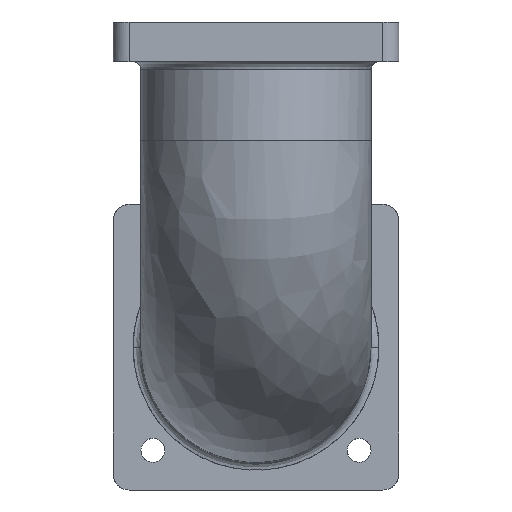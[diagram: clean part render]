
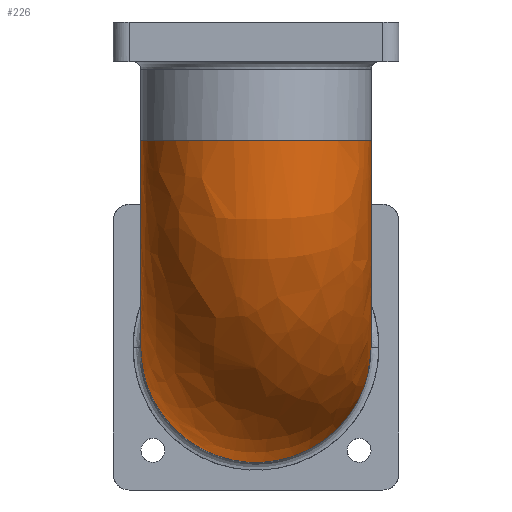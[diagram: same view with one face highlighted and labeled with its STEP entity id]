
A CAD part, front view. The second image highlights one B-rep face of the part: STEP entity #226.
In plain terms, the highlighted free-form (B-spline) face has degree [2, 2] with [3, 5] control points.
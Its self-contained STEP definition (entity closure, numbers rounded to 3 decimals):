
#226 = ADVANCED_FACE('',(#227),#265,.T.);
#227 = FACE_BOUND('',#228,.T.);
#228 = EDGE_LOOP('',(#229,#241,#249,#259));
#229 = ORIENTED_EDGE('',*,*,#230,.T.);
#230 = EDGE_CURVE('',#231,#233,#235,.T.);
#231 = VERTEX_POINT('',#232);
#232 = CARTESIAN_POINT('',(161.416,289.435,0.));
#233 = VERTEX_POINT('',#234);
#234 = CARTESIAN_POINT('',(-161.416,289.435,
    0.));
#235 = ( BOUNDED_CURVE() B_SPLINE_CURVE(2,(#236,#237,#238,#239,#240),
.UNSPECIFIED.,.F.,.F.) B_SPLINE_CURVE_WITH_KNOTS((3,2,3),(0.,
1.571,3.142),.PIECEWISE_BEZIER_KNOTS.) CURVE() 
GEOMETRIC_REPRESENTATION_ITEM() RATIONAL_B_SPLINE_CURVE((1.,
0.707,1.,0.707,1.)) REPRESENTATION_ITEM('') );
#236 = CARTESIAN_POINT('',(161.416,289.435,0.));
#237 = CARTESIAN_POINT('',(161.416,289.435,
    -161.416));
#238 = CARTESIAN_POINT('',(0.,289.435,
    -161.416));
#239 = CARTESIAN_POINT('',(-161.416,289.435,
    -161.416));
#240 = CARTESIAN_POINT('',(-161.416,289.435,
    0.));
#241 = ORIENTED_EDGE('',*,*,#242,.T.);
#242 = EDGE_CURVE('',#233,#243,#245,.T.);
#243 = VERTEX_POINT('',#244);
#244 = CARTESIAN_POINT('',(-161.416,0.,289.435));
#245 = ( BOUNDED_CURVE() B_SPLINE_CURVE(2,(#246,#247,#248),
.UNSPECIFIED.,.F.,.F.) B_SPLINE_CURVE_WITH_KNOTS((3,3),(0.,
1.571),.PIECEWISE_BEZIER_KNOTS.) CURVE() 
GEOMETRIC_REPRESENTATION_ITEM() RATIONAL_B_SPLINE_CURVE((1.,
0.707,1.)) REPRESENTATION_ITEM('') );
#246 = CARTESIAN_POINT('',(-161.416,289.435,0.));
#247 = CARTESIAN_POINT('',(-161.416,0.,0.));
#248 = CARTESIAN_POINT('',(-161.416,0.,289.435));
#249 = ORIENTED_EDGE('',*,*,#250,.T.);
#250 = EDGE_CURVE('',#243,#251,#253,.T.);
#251 = VERTEX_POINT('',#252);
#252 = CARTESIAN_POINT('',(161.416,0.,
    289.435));
#253 = ( BOUNDED_CURVE() B_SPLINE_CURVE(2,(#254,#255,#256,#257,#258),
.UNSPECIFIED.,.F.,.F.) B_SPLINE_CURVE_WITH_KNOTS((3,2,3),(0.,
1.571,3.142),.PIECEWISE_BEZIER_KNOTS.) CURVE() 
GEOMETRIC_REPRESENTATION_ITEM() RATIONAL_B_SPLINE_CURVE((1.,
0.707,1.,0.707,1.)) REPRESENTATION_ITEM('') );
#254 = CARTESIAN_POINT('',(-161.416,0.,289.435));
#255 = CARTESIAN_POINT('',(-161.416,-161.416,
    289.435));
#256 = CARTESIAN_POINT('',(0.,-161.416,
    289.435));
#257 = CARTESIAN_POINT('',(161.416,-161.416,
    289.435));
#258 = CARTESIAN_POINT('',(161.416,0.,
    289.435));
#259 = ORIENTED_EDGE('',*,*,#260,.T.);
#260 = EDGE_CURVE('',#251,#231,#261,.T.);
#261 = ( BOUNDED_CURVE() B_SPLINE_CURVE(2,(#262,#263,#264),
.UNSPECIFIED.,.F.,.F.) B_SPLINE_CURVE_WITH_KNOTS((3,3),(0.,
1.571),.PIECEWISE_BEZIER_KNOTS.) CURVE() 
GEOMETRIC_REPRESENTATION_ITEM() RATIONAL_B_SPLINE_CURVE((1.,
0.707,1.)) REPRESENTATION_ITEM('') );
#262 = CARTESIAN_POINT('',(161.416,0.,289.435));
#263 = CARTESIAN_POINT('',(161.416,0.,0.));
#264 = CARTESIAN_POINT('',(161.416,289.435,0.));
#265 = ( BOUNDED_SURFACE() B_SPLINE_SURFACE(2,2,(
    (#266,#267,#268,#269,#270)
    ,(#271,#272,#273,#274,#275)
    ,(#276,#277,#278,#279,#280
)),.UNSPECIFIED.,.F.,.F.,.F.) B_SPLINE_SURFACE_WITH_KNOTS((3,3),(3,2,3),
  (0.,1.571),(0.,1.571,3.142),
.PIECEWISE_BEZIER_KNOTS.) GEOMETRIC_REPRESENTATION_ITEM() 
RATIONAL_B_SPLINE_SURFACE((
    (1.,0.707,1.,0.707,1.)
    ,(0.707,0.5,0.707,0.5
      ,0.707)
,(1.,0.707,1.,0.707,1.
))) REPRESENTATION_ITEM('') SURFACE() );
#266 = CARTESIAN_POINT('',(-161.416,289.435,
    0.));
#267 = CARTESIAN_POINT('',(-161.416,289.435,
    -161.416));
#268 = CARTESIAN_POINT('',(0.,289.435,
    -161.416));
#269 = CARTESIAN_POINT('',(161.416,289.435,
    -161.416));
#270 = CARTESIAN_POINT('',(161.416,289.435,
    0.));
#271 = CARTESIAN_POINT('',(-161.416,0.,
    0.));
#272 = CARTESIAN_POINT('',(-161.416,-161.416,-161.416
    ));
#273 = CARTESIAN_POINT('',(0.,-161.416,
    -161.416));
#274 = CARTESIAN_POINT('',(161.416,-161.416,-161.416
    ));
#275 = CARTESIAN_POINT('',(161.416,0.,0.));
#276 = CARTESIAN_POINT('',(-161.416,0.,
    289.435));
#277 = CARTESIAN_POINT('',(-161.416,-161.416,
    289.435));
#278 = CARTESIAN_POINT('',(0.,-161.416,
    289.435));
#279 = CARTESIAN_POINT('',(161.416,-161.416,
    289.435));
#280 = CARTESIAN_POINT('',(161.416,0.,
    289.435));
